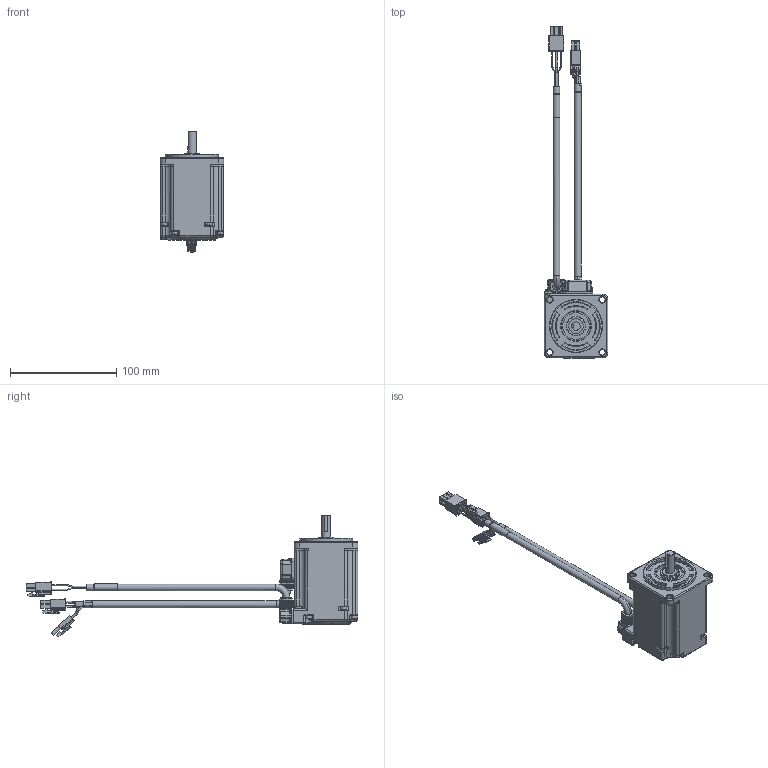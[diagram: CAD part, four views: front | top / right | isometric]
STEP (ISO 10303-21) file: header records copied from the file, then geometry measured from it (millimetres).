
FILE_DESCRIPTION( ('This file contains a STEP AP42 implementation' ,'as created by ZW3D STEP Interface translator.') ,'2;1' );
FILE_NAME( 'MQ010A-B2L.stp' ,'221117.112957', (''), ('ZWCAD Software Co.'), 'Version 1.0', 'ZW3D to STEP translator', '' );
FILE_SCHEMA(('AUTOMOTIVE_DESIGN { 1 0 10303 214 1 1 1 1 }'));
Length unit declared in the file: millimetre
Products named in the file (1): 0
Bounding box: 60 x 312.95 x 114.75 mm (x, y, z)
Volume: 283088.6 mm3; surface area: 48087.6 mm2
Topology: 1 solids, 1 shells, 2336 faces, 6290 edges, 4010 vertices
Faces by surface type: plane 1269, cylinder 661, bspline 162, torus 103, cone 90, sphere 51
Full cylindrical faces by diameter (mm): 0.98 x18, 1.76 x7, 2.6 x6, 3.5 x8, 4 x4, 4.8 x4, 5.4 x4, 5.8 x1, 6.2 x2, 6.3 x1, 6.5 x3, 7.4 x2, 7.992 x1, 8.5 x4, 8.6 x2, 9.4 x1, 9.8 x9, 10 x12, 11 x10, 11.2 x12, 13.992 x1, 17 x1, 17.4 x1, 25 x1, 28 x1, 50 x1
Entity records: 83935 total; most frequent: CARTESIAN_POINT 23599, ORIENTED_EDGE 12530, DIRECTION 11729, EDGE_CURVE 6265, VERTEX_POINT 4011, AXIS2_PLACEMENT_3D 3920, VECTOR 3889, LINE 3889
